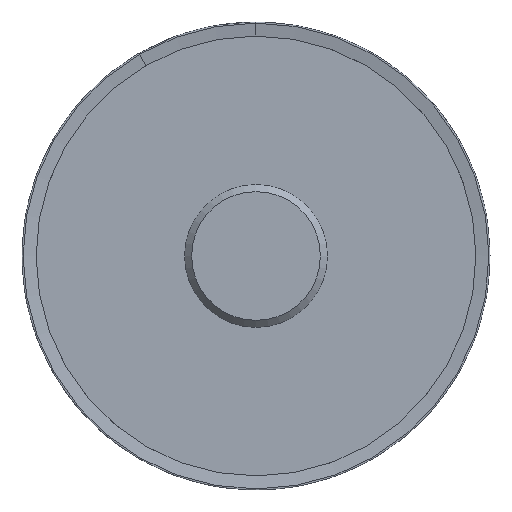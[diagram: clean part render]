
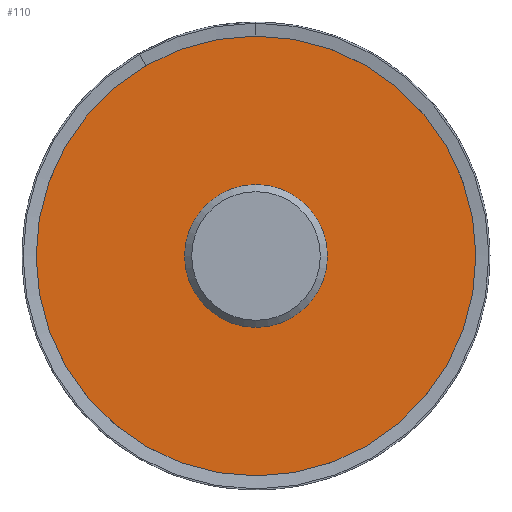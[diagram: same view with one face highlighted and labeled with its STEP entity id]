
A CAD part, left-side view. The second image highlights one B-rep face of the part: STEP entity #110.
In plain terms, the highlighted planar face has unit normal (-1, 0, 0).
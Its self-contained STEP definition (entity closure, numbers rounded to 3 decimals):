
#35=PLANE('',#637);
#45=FACE_BOUND('',#208,.T.);
#46=FACE_BOUND('',#209,.T.);
#110=ADVANCED_FACE('',(#45,#46),#35,.F.);
#208=EDGE_LOOP('',(#388));
#209=EDGE_LOOP('',(#389));
#388=ORIENTED_EDGE('',*,*,#517,.F.);
#389=ORIENTED_EDGE('',*,*,#518,.T.);
#443=VERTEX_POINT('',#1354);
#444=VERTEX_POINT('',#1357);
#517=EDGE_CURVE('',#443,#443,#575,.T.);
#518=EDGE_CURVE('',#444,#444,#576,.T.);
#575=CIRCLE('',#634,30.5);
#576=CIRCLE('',#636,95.5);
#634=AXIS2_PLACEMENT_3D('',#1353,#770,#771);
#636=AXIS2_PLACEMENT_3D('',#1356,#774,#775);
#637=AXIS2_PLACEMENT_3D('',#1358,#776,#777);
#770=DIRECTION('',(-1.,0.,0.));
#771=DIRECTION('',(0.,0.,1.));
#774=DIRECTION('',(-1.,0.,0.));
#775=DIRECTION('',(0.,0.,1.));
#776=DIRECTION('',(1.,0.,0.));
#777=DIRECTION('',(0.,0.,-1.));
#1353=CARTESIAN_POINT('',(1.,0.,0.));
#1354=CARTESIAN_POINT('',(1.,0.,30.5));
#1356=CARTESIAN_POINT('',(1.,0.,0.));
#1357=CARTESIAN_POINT('',(1.,0.,95.5));
#1358=CARTESIAN_POINT('',(1.,30.5,0.));
